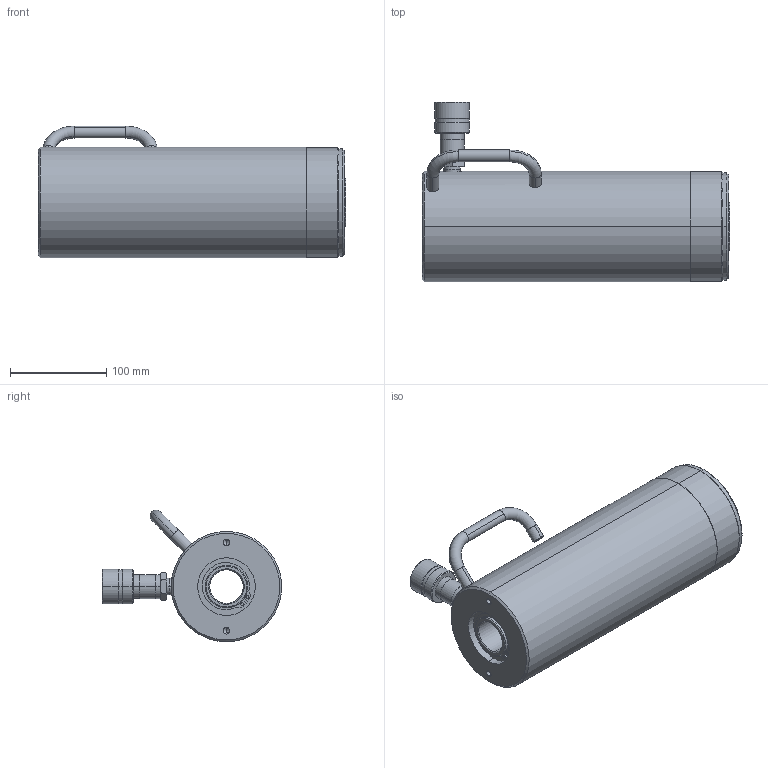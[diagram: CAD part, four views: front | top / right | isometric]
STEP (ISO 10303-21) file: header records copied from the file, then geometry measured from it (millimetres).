
FILE_DESCRIPTION (( 'STEP AP203' ), '1' );
FILE_NAME ('HHS306.STEP', '2017-05-31T10:25:04', ( '' ), ( '' ), 'SwSTEP 2.0', 'SolidWorks 2017', '' );
FILE_SCHEMA (( 'CONFIG_CONTROL_DESIGN' ));
Length unit declared in the file: millimetre
Products named in the file (11): FFC004RC001; A1 WIPER_SEC060XE002; CBC089HH001; HLC013BM001; PRC089HH002; HHS306; SFC044VC001; SRC060SH002; SAC052HT001; STC044CA001; CF1
Assembly tree (11 placements, depth 2):
  HHS306
    CBC089HH001
    PRC089HH002
    SFC044VC001
    SRC060SH002
    SAC052HT001
    STC044CA001  x2
    CF1
    FFC004RC001
    A1 WIPER_SEC060XE002
    HLC013BM001
Bounding box: 320 x 186.8 x 137.09 mm (x, y, z)
Volume: 2300755.3 mm3; surface area: 460652.7 mm2
Topology: 11 solids, 11 shells, 371 faces, 798 edges, 485 vertices
Faces by surface type: cylinder 171, cone 91, plane 77, torus 32
Entity records: 11034 total; most frequent: CARTESIAN_POINT 1931, DIRECTION 1888, ORIENTED_EDGE 1472, AXIS2_PLACEMENT_3D 819, EDGE_CURVE 736, VERTEX_POINT 453, CIRCLE 452, EDGE_LOOP 423
